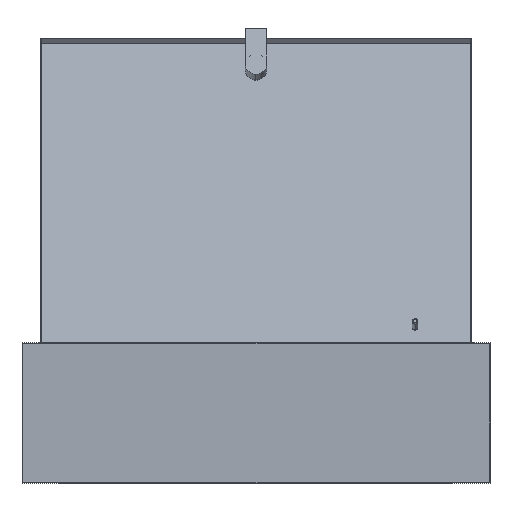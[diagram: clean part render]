
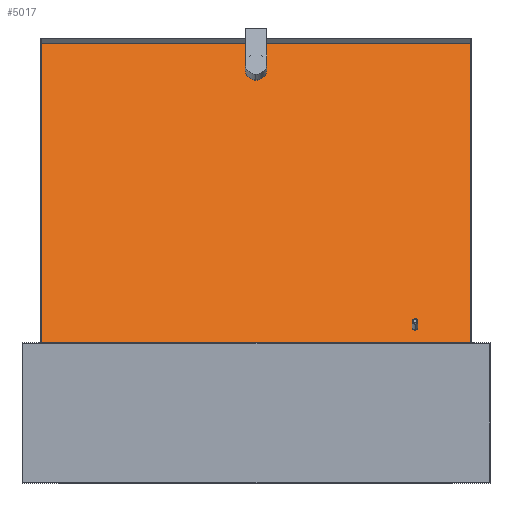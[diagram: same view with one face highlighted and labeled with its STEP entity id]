
A CAD part, left-side view. The second image highlights one B-rep face of the part: STEP entity #5017.
In plain terms, the highlighted face is planar.
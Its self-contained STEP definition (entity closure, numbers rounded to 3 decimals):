
#15 = LINE ( 'NONE', #4318, #3878 ) ;
#190 = CARTESIAN_POINT ( 'NONE',  ( -137., 0., -1. ) ) ;
#229 = CARTESIAN_POINT ( 'NONE',  ( 0., 0., -1. ) ) ;
#403 = DIRECTION ( 'NONE',  ( 1., 0., 0. ) ) ;
#412 = FACE_BOUND ( 'NONE', #2896, .T. ) ;
#417 = VERTEX_POINT ( 'NONE', #2829 ) ;
#485 = DIRECTION ( 'NONE',  ( 1., 0., 0. ) ) ;
#522 = CIRCLE ( 'NONE', #3619, 11.5 ) ;
#581 = AXIS2_PLACEMENT_3D ( 'NONE', #2222, #2476, #2901 ) ;
#583 = DIRECTION ( 'NONE',  ( 1., 0., 0. ) ) ;
#600 = VERTEX_POINT ( 'NONE', #4823 ) ;
#657 = VERTEX_POINT ( 'NONE', #3968 ) ;
#841 = EDGE_CURVE ( 'NONE', #3678, #1556, #1941, .T. ) ;
#855 = ORIENTED_EDGE ( 'NONE', *, *, #1164, .T. ) ;
#940 = ORIENTED_EDGE ( 'NONE', *, *, #1456, .F. ) ;
#992 = VERTEX_POINT ( 'NONE', #190 ) ;
#1007 = CARTESIAN_POINT ( 'NONE',  ( 0., -229., -1. ) ) ;
#1082 = CARTESIAN_POINT ( 'NONE',  ( 144.5, -170., -1. ) ) ;
#1164 = EDGE_CURVE ( 'NONE', #2367, #992, #3732, .T. ) ;
#1179 = DIRECTION ( 'NONE',  ( 1., 0., 0. ) ) ;
#1305 = AXIS2_PLACEMENT_3D ( 'NONE', #229, #5142, #1179 ) ;
#1320 = ORIENTED_EDGE ( 'NONE', *, *, #3976, .F. ) ;
#1387 = EDGE_CURVE ( 'NONE', #1556, #3678, #2319, .T. ) ;
#1392 = CARTESIAN_POINT ( 'NONE',  ( -148.5, 0., -1. ) ) ;
#1422 = FACE_OUTER_BOUND ( 'NONE', #4824, .T. ) ;
#1456 = EDGE_CURVE ( 'NONE', #657, #417, #3755, .T. ) ;
#1529 = EDGE_LOOP ( 'NONE', ( #2528, #855 ) ) ;
#1556 = VERTEX_POINT ( 'NONE', #3680 ) ;
#1662 = FACE_BOUND ( 'NONE', #1529, .T. ) ;
#1941 = CIRCLE ( 'NONE', #581, 3. ) ;
#2042 = AXIS2_PLACEMENT_3D ( 'NONE', #3655, #2689, #583 ) ;
#2049 = DIRECTION ( 'NONE',  ( 0., -1., 0. ) ) ;
#2222 = CARTESIAN_POINT ( 'NONE',  ( 144.5, -170., -1. ) ) ;
#2234 = DIRECTION ( 'NONE',  ( 0., 0., 1. ) ) ;
#2252 = CARTESIAN_POINT ( 'NONE',  ( 0., 229., -1. ) ) ;
#2319 = CIRCLE ( 'NONE', #3607, 3. ) ;
#2367 = VERTEX_POINT ( 'NONE', #5046 ) ;
#2426 = DIRECTION ( 'NONE',  ( 0., 0., -1. ) ) ;
#2475 = VECTOR ( 'NONE', #2589, 1000. ) ;
#2476 = DIRECTION ( 'NONE',  ( 0., 0., -1. ) ) ;
#2528 = ORIENTED_EDGE ( 'NONE', *, *, #5199, .T. ) ;
#2552 = CARTESIAN_POINT ( 'NONE',  ( 141.5, -170., -1. ) ) ;
#2589 = DIRECTION ( 'NONE',  ( -1., 0., 0. ) ) ;
#2617 = PLANE ( 'NONE',  #1305 ) ;
#2642 = VECTOR ( 'NONE', #4322, 1000. ) ;
#2666 = DIRECTION ( 'NONE',  ( 1., 0., 0. ) ) ;
#2670 = LINE ( 'NONE', #4408, #2642 ) ;
#2689 = DIRECTION ( 'NONE',  ( 0., 0., 1. ) ) ;
#2798 = VERTEX_POINT ( 'NONE', #3639 ) ;
#2829 = CARTESIAN_POINT ( 'NONE',  ( 178.5, -229., -1. ) ) ;
#2896 = EDGE_LOOP ( 'NONE', ( #3283, #3004 ) ) ;
#2901 = DIRECTION ( 'NONE',  ( 1., 0., 0. ) ) ;
#2922 = EDGE_CURVE ( 'NONE', #2798, #600, #4511, .T. ) ;
#3004 = ORIENTED_EDGE ( 'NONE', *, *, #841, .F. ) ;
#3283 = ORIENTED_EDGE ( 'NONE', *, *, #1387, .F. ) ;
#3490 = ORIENTED_EDGE ( 'NONE', *, *, #3995, .F. ) ;
#3607 = AXIS2_PLACEMENT_3D ( 'NONE', #1082, #2426, #485 ) ;
#3619 = AXIS2_PLACEMENT_3D ( 'NONE', #1392, #2234, #2666 ) ;
#3639 = CARTESIAN_POINT ( 'NONE',  ( 178.5, 229., -1. ) ) ;
#3655 = CARTESIAN_POINT ( 'NONE',  ( -148.5, 0., -1. ) ) ;
#3678 = VERTEX_POINT ( 'NONE', #2552 ) ;
#3680 = CARTESIAN_POINT ( 'NONE',  ( 147.5, -170., -1. ) ) ;
#3732 = CIRCLE ( 'NONE', #2042, 11.5 ) ;
#3755 = LINE ( 'NONE', #1007, #4252 ) ;
#3878 = VECTOR ( 'NONE', #2049, 1000. ) ;
#3968 = CARTESIAN_POINT ( 'NONE',  ( -178.5, -229., -1. ) ) ;
#3976 = EDGE_CURVE ( 'NONE', #600, #657, #15, .T. ) ;
#3995 = EDGE_CURVE ( 'NONE', #417, #2798, #2670, .T. ) ;
#4252 = VECTOR ( 'NONE', #403, 1000. ) ;
#4318 = CARTESIAN_POINT ( 'NONE',  ( -178.5, 0., -1. ) ) ;
#4322 = DIRECTION ( 'NONE',  ( 0., 1., 0. ) ) ;
#4408 = CARTESIAN_POINT ( 'NONE',  ( 178.5, 0., -1. ) ) ;
#4511 = LINE ( 'NONE', #2252, #2475 ) ;
#4823 = CARTESIAN_POINT ( 'NONE',  ( -178.5, 229., -1. ) ) ;
#4824 = EDGE_LOOP ( 'NONE', ( #1320, #4989, #3490, #940 ) ) ;
#4989 = ORIENTED_EDGE ( 'NONE', *, *, #2922, .F. ) ;
#5017 = ADVANCED_FACE ( 'NONE', ( #1662, #1422, #412 ), #2617, .F. ) ;
#5046 = CARTESIAN_POINT ( 'NONE',  ( -160., 0., -1. ) ) ;
#5142 = DIRECTION ( 'NONE',  ( 0., 0., 1. ) ) ;
#5199 = EDGE_CURVE ( 'NONE', #992, #2367, #522, .T. ) ;
